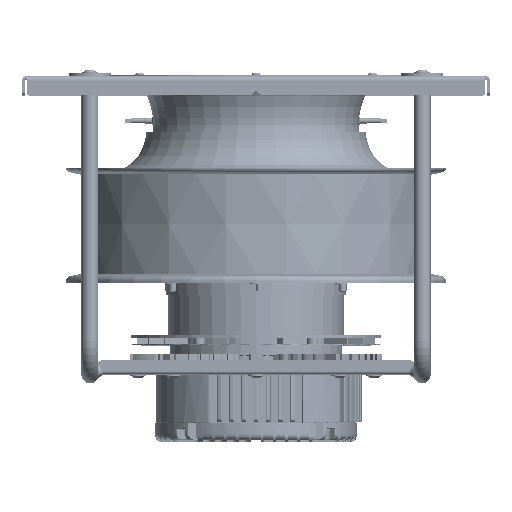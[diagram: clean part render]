
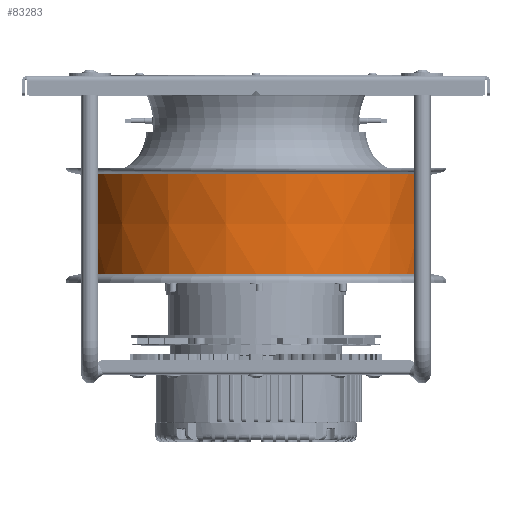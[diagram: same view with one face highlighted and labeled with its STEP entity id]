
A CAD part, top view. The second image highlights one B-rep face of the part: STEP entity #83283.
In plain terms, the highlighted conical face has half-angle 0.654 degrees and reference radius 186.79 mm.
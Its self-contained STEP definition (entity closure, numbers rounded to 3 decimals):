
#82602=CARTESIAN_POINT('',(0.,0.,0.));
#82603=DIRECTION('',(0.,1.,0.));
#82604=DIRECTION('',(0.,0.,1.));
#82605=AXIS2_PLACEMENT_3D('',#82602,#82603,#82604);
#82612=CARTESIAN_POINT('',(0.,106.,0.));
#82613=DIRECTION('',(0.,1.,0.));
#82614=DIRECTION('',(0.,0.,1.));
#82615=AXIS2_PLACEMENT_3D('',#82612,#82613,#82614);
#82617=DIRECTION('',(0.,-1.,0.011));
#82618=VECTOR('',#82617,106.007);
#82619=CARTESIAN_POINT('',(0.,106.,-187.395));
#82620=LINE('',#82619,#82618);
#82626=DIRECTION('',(0.,-1.,
-0.011));
#82627=VECTOR('',#82626,106.007);
#82628=CARTESIAN_POINT('',(0.,106.,187.395));
#82629=LINE('',#82628,#82627);
#82940=CARTESIAN_POINT('',(0.,106.,187.395));
#82941=CARTESIAN_POINT('',(0.,106.,-187.395));
#82942=VERTEX_POINT('',#82940);
#82943=VERTEX_POINT('',#82941);
#82944=CARTESIAN_POINT('',(0.,0.,186.185));
#82945=CARTESIAN_POINT('',(0.,0.,-186.185));
#82946=VERTEX_POINT('',#82944);
#82947=VERTEX_POINT('',#82945);
#83269=CARTESIAN_POINT('',(0.,53.,0.));
#83270=DIRECTION('',(0.,1.,0.));
#83271=DIRECTION('',(0.,0.,-1.));
#83272=AXIS2_PLACEMENT_3D('',#83269,#83270,#83271);
#83273=CONICAL_SURFACE('',#83272,186.79,0.654);
#83274=ORIENTED_EDGE('',*,*,#83259,.F.);
#83276=ORIENTED_EDGE('',*,*,#83275,.F.);
#83278=ORIENTED_EDGE('',*,*,#83277,.T.);
#83280=ORIENTED_EDGE('',*,*,#83279,.T.);
#83281=EDGE_LOOP('',(#83274,#83276,#83278,#83280));
#83282=FACE_OUTER_BOUND('',#83281,.F.);
#83283=ADVANCED_FACE('',(#83282),#83273,.T.);
#82606=CIRCLE('',#82605,186.185);
#82616=CIRCLE('',#82615,187.395);
#83259=EDGE_CURVE('',#82946,#82947,#82606,.T.);
#83275=EDGE_CURVE('',#82942,#82946,#82629,.T.);
#83277=EDGE_CURVE('',#82942,#82943,#82616,.T.);
#83279=EDGE_CURVE('',#82943,#82947,#82620,.T.);
